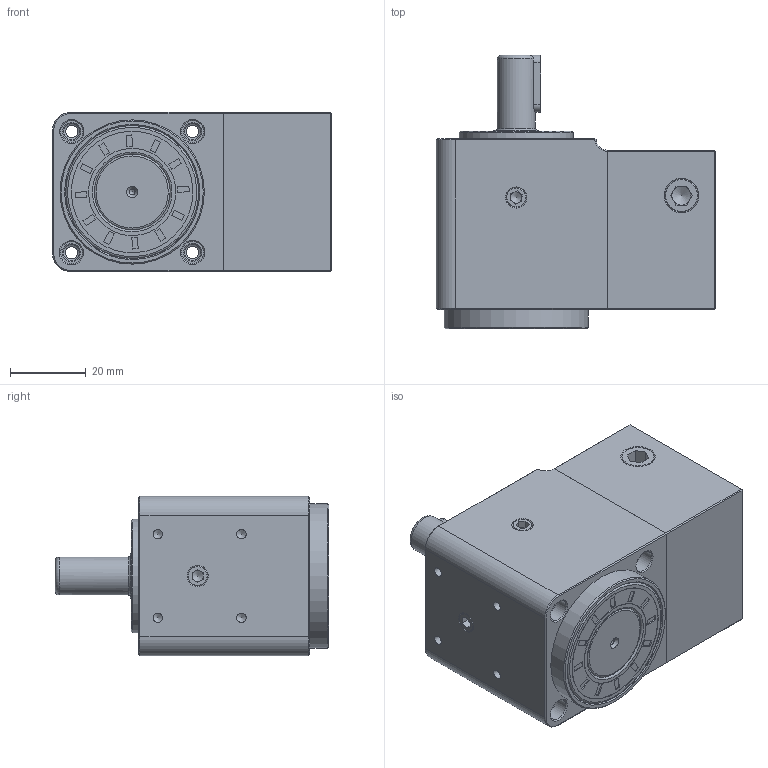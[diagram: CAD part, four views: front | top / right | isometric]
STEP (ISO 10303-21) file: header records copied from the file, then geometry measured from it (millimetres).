
FILE_DESCRIPTION (( 'STEP AP203' ), '1' );
FILE_NAME ('GSZ42-03K-SV1.step', '2021-06-01T02:37:39', ( 'Microsoft' ), ( 'Microsoft' ), 'SwSTEP 2.0', 'SolidWorks 2019', '' );
FILE_SCHEMA (( 'CONFIG_CONTROL_DESIGN' ));
Length unit declared in the file: millimetre
Products named in the file (1): GSZ42-03K-SV1
Bounding box: 73.5 x 72 x 42 mm (x, y, z)
Volume: 92839.5 mm3; surface area: 45752 mm2
Topology: 14 solids, 14 shells, 861 faces, 2053 edges, 1275 vertices
Faces by surface type: plane 347, cone 202, bspline 150, cylinder 140, torus 22
Full cylindrical faces by diameter (mm): 1.5 x3, 2.5 x13, 3 x5, 3.2 x5, 3.5 x4, 4.2 x8, 5 x3, 5.5 x1, 5.8 x4, 6 x25, 8 x2, 8.5 x3, 10 x9, 10.2 x1, 11 x1, 12 x2, 14 x1, 14.4 x3, 15 x4, 20 x4, 23 x1, 24 x3, 25 x1, 28 x4, 30 x2, 31 x2, 32 x1, 35 x2, 38 x1
Entity records: 29494 total; most frequent: CARTESIAN_POINT 12022, ORIENTED_EDGE 3342, DIRECTION 3191, EDGE_CURVE 1671, EDGE_LOOP 1271, VERTEX_POINT 1208, AXIS2_PLACEMENT_3D 1173, FACE_OUTER_BOUND 994
